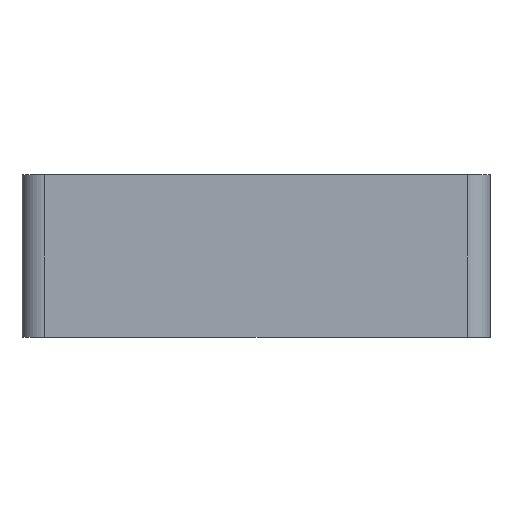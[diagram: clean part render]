
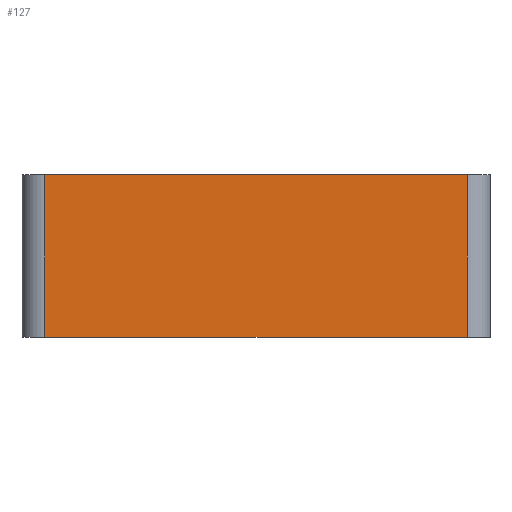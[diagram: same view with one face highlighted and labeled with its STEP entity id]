
A CAD part, left-side view. The second image highlights one B-rep face of the part: STEP entity #127.
In plain terms, the highlighted planar face has unit normal (-1, 0, 0).
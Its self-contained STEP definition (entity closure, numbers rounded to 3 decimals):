
#49 = CARTESIAN_POINT ( 'NONE',  ( -45.5, -28., 21.5 ) ) ;
#127 = ADVANCED_FACE ( 'NONE', ( #5405 ), #160, .F. ) ;
#160 = PLANE ( 'NONE',  #5921 ) ;
#386 = VERTEX_POINT ( 'NONE', #3665 ) ;
#587 = VECTOR ( 'NONE', #4795, 1000. ) ;
#640 = EDGE_CURVE ( 'NONE', #5434, #4554, #7260, .T. ) ;
#1315 = DIRECTION ( 'NONE',  ( 0., 0., -1. ) ) ;
#1389 = EDGE_CURVE ( 'NONE', #2043, #386, #7328, .T. ) ;
#1851 = CARTESIAN_POINT ( 'NONE',  ( -45.5, 28., 21.5 ) ) ;
#2017 = CARTESIAN_POINT ( 'NONE',  ( -45.5, 31., 21.5 ) ) ;
#2043 = VERTEX_POINT ( 'NONE', #7540 ) ;
#2140 = VECTOR ( 'NONE', #3727, 1000. ) ;
#2499 = CARTESIAN_POINT ( 'NONE',  ( -45.5, -28., 21.5 ) ) ;
#2658 = CARTESIAN_POINT ( 'NONE',  ( -45.5, 31., 0. ) ) ;
#2930 = ORIENTED_EDGE ( 'NONE', *, *, #5335, .T. ) ;
#3264 = CARTESIAN_POINT ( 'NONE',  ( -45.5, 28., 21.5 ) ) ;
#3615 = ORIENTED_EDGE ( 'NONE', *, *, #640, .F. ) ;
#3646 = VECTOR ( 'NONE', #1315, 1000. ) ;
#3665 = CARTESIAN_POINT ( 'NONE',  ( -45.5, -28., 0. ) ) ;
#3727 = DIRECTION ( 'NONE',  ( 0., -1., 0. ) ) ;
#4260 = DIRECTION ( 'NONE',  ( 1., 0., 0. ) ) ;
#4554 = VERTEX_POINT ( 'NONE', #2499 ) ;
#4795 = DIRECTION ( 'NONE',  ( 0., 0., 1. ) ) ;
#5257 = LINE ( 'NONE', #49, #587 ) ;
#5335 = EDGE_CURVE ( 'NONE', #386, #4554, #5257, .T. ) ;
#5365 = CARTESIAN_POINT ( 'NONE',  ( -45.5, 31., 21.5 ) ) ;
#5405 = FACE_OUTER_BOUND ( 'NONE', #5971, .T. ) ;
#5434 = VERTEX_POINT ( 'NONE', #3264 ) ;
#5441 = DIRECTION ( 'NONE',  ( 0., 0., -1. ) ) ;
#5921 = AXIS2_PLACEMENT_3D ( 'NONE', #5365, #4260, #5441 ) ;
#5971 = EDGE_LOOP ( 'NONE', ( #7309, #2930, #3615, #6446 ) ) ;
#6113 = DIRECTION ( 'NONE',  ( 0., -1., 0. ) ) ;
#6446 = ORIENTED_EDGE ( 'NONE', *, *, #7401, .T. ) ;
#7004 = VECTOR ( 'NONE', #6113, 1000. ) ;
#7092 = LINE ( 'NONE', #1851, #3646 ) ;
#7260 = LINE ( 'NONE', #2017, #7004 ) ;
#7309 = ORIENTED_EDGE ( 'NONE', *, *, #1389, .T. ) ;
#7328 = LINE ( 'NONE', #2658, #2140 ) ;
#7401 = EDGE_CURVE ( 'NONE', #5434, #2043, #7092, .T. ) ;
#7540 = CARTESIAN_POINT ( 'NONE',  ( -45.5, 28., 0. ) ) ;
